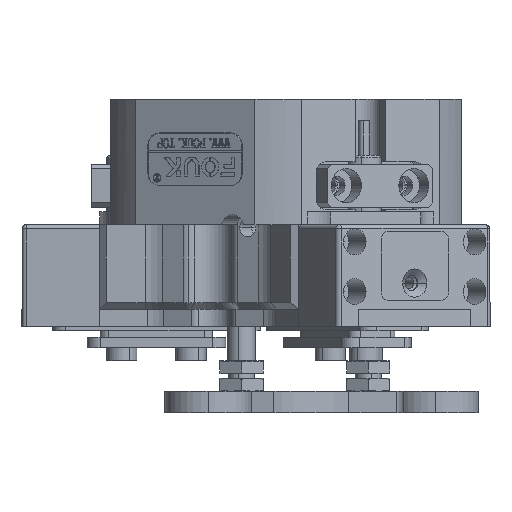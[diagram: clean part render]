
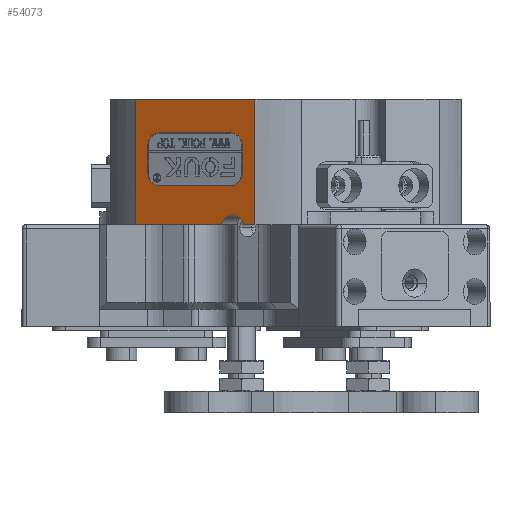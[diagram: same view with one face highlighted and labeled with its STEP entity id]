
A CAD part, front view. The second image highlights one B-rep face of the part: STEP entity #54073.
In plain terms, the highlighted planar face has unit normal (-0.5, -0.866, 0).
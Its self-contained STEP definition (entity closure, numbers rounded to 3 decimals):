
#2018 = LINE ( 'NONE', #23707, #35257 ) ;
#2947 = DIRECTION ( 'NONE',  ( 0., 0., -1. ) ) ;
#2962 = CARTESIAN_POINT ( 'NONE',  ( -46.115, -29.032, 99.728 ) ) ;
#4692 = DIRECTION ( 'NONE',  ( -0.5, -0.866, 0. ) ) ;
#5172 = VERTEX_POINT ( 'NONE', #35609 ) ;
#5227 = CARTESIAN_POINT ( 'NONE',  ( -26.889, -40.132, 108.928 ) ) ;
#5400 = VERTEX_POINT ( 'NONE', #24452 ) ;
#6026 = ORIENTED_EDGE ( 'NONE', *, *, #51406, .F. ) ;
#6357 = DIRECTION ( 'NONE',  ( 0., 0., -1. ) ) ;
#6438 = DIRECTION ( 'NONE',  ( 0., 0., 1. ) ) ;
#6670 = CIRCLE ( 'NONE', #48477, 3. ) ;
#7554 = LINE ( 'NONE', #2962, #17159 ) ;
#7743 = AXIS2_PLACEMENT_3D ( 'NONE', #51137, #26990, #46014 ) ;
#7863 = CIRCLE ( 'NONE', #20472, 3. ) ;
#8587 = FACE_OUTER_BOUND ( 'NONE', #28457, .T. ) ;
#9269 = CARTESIAN_POINT ( 'NONE',  ( -26.889, -40.132, 108.928 ) ) ;
#9727 = EDGE_CURVE ( 'NONE', #21777, #12857, #40036, .T. ) ;
#10063 = LINE ( 'NONE', #42745, #17449 ) ;
#10336 = ORIENTED_EDGE ( 'NONE', *, *, #41742, .F. ) ;
#11532 = EDGE_LOOP ( 'NONE', ( #48068, #48793, #19065, #10336, #12668, #35070, #29648, #6026 ) ) ;
#11995 = LINE ( 'NONE', #9269, #32683 ) ;
#12328 = VERTEX_POINT ( 'NONE', #54691 ) ;
#12421 = EDGE_CURVE ( 'NONE', #48647, #29005, #39733, .T. ) ;
#12592 = EDGE_CURVE ( 'NONE', #36745, #12328, #2018, .T. ) ;
#12668 = ORIENTED_EDGE ( 'NONE', *, *, #60418, .F. ) ;
#12857 = VERTEX_POINT ( 'NONE', #21595 ) ;
#13258 = DIRECTION ( 'NONE',  ( -0.5, -0.866, 0. ) ) ;
#13263 = CARTESIAN_POINT ( 'NONE',  ( -31.667, -37.373, 90.728 ) ) ;
#13376 = PLANE ( 'NONE',  #7743 ) ;
#14881 = VECTOR ( 'NONE', #6357, 1000. ) ;
#15175 = DIRECTION ( 'NONE',  ( -0.5, -0.866, 0. ) ) ;
#15844 = LINE ( 'NONE', #37885, #52031 ) ;
#16686 = FACE_BOUND ( 'NONE', #11532, .T. ) ;
#17159 = VECTOR ( 'NONE', #54756, 1000. ) ;
#17449 = VECTOR ( 'NONE', #47719, 1000. ) ;
#17623 = AXIS2_PLACEMENT_3D ( 'NONE', #33785, #29048, #29243 ) ;
#18104 = EDGE_CURVE ( 'NONE', #5172, #5400, #39138, .T. ) ;
#18456 = VECTOR ( 'NONE', #40064, 1000. ) ;
#19065 = ORIENTED_EDGE ( 'NONE', *, *, #37397, .F. ) ;
#19388 = EDGE_CURVE ( 'NONE', #5400, #36745, #23482, .T. ) ;
#20385 = ORIENTED_EDGE ( 'NONE', *, *, #26964, .T. ) ;
#20472 = AXIS2_PLACEMENT_3D ( 'NONE', #53528, #15175, #52950 ) ;
#21595 = CARTESIAN_POINT ( 'NONE',  ( -29.487, -38.632, 111.928 ) ) ;
#21644 = CARTESIAN_POINT ( 'NONE',  ( -51.63, -25.848, 119.728 ) ) ;
#21777 = VERTEX_POINT ( 'NONE', #5227 ) ;
#22237 = CARTESIAN_POINT ( 'NONE',  ( -46.115, -29.032, 108.928 ) ) ;
#22915 = EDGE_CURVE ( 'NONE', #39179, #40294, #10063, .T. ) ;
#23482 = CIRCLE ( 'NONE', #17623, 3. ) ;
#23707 = CARTESIAN_POINT ( 'NONE',  ( -26.763, -40.205, 90.728 ) ) ;
#23844 = EDGE_CURVE ( 'NONE', #12857, #38323, #15844, .T. ) ;
#23903 = CARTESIAN_POINT ( 'NONE',  ( -26.889, -40.132, 102.728 ) ) ;
#24345 = VERTEX_POINT ( 'NONE', #31224 ) ;
#24452 = CARTESIAN_POINT ( 'NONE',  ( -26.614, -40.291, 90.728 ) ) ;
#26964 = EDGE_CURVE ( 'NONE', #40294, #12328, #48880, .T. ) ;
#26990 = DIRECTION ( 'NONE',  ( 0.5, 0.866, 0. ) ) ;
#27181 = DIRECTION ( 'NONE',  ( 0.866, -0.5, 0. ) ) ;
#27854 = DIRECTION ( 'NONE',  ( 0.866, -0.5, 0. ) ) ;
#27891 = CARTESIAN_POINT ( 'NONE',  ( -29.487, -38.632, 108.928 ) ) ;
#28457 = EDGE_LOOP ( 'NONE', ( #44213, #52644, #31360, #40737, #41655, #20385 ) ) ;
#28458 = DIRECTION ( 'NONE',  ( -0.866, 0.5, 0. ) ) ;
#29005 = VERTEX_POINT ( 'NONE', #38306 ) ;
#29048 = DIRECTION ( 'NONE',  ( -0.5, -0.866, 0. ) ) ;
#29243 = DIRECTION ( 'NONE',  ( 0.866, -0.5, 0. ) ) ;
#29648 = ORIENTED_EDGE ( 'NONE', *, *, #34389, .F. ) ;
#29898 = CARTESIAN_POINT ( 'NONE',  ( -51.63, -25.848, 71.228 ) ) ;
#30566 = LINE ( 'NONE', #40324, #40177 ) ;
#30968 = CARTESIAN_POINT ( 'NONE',  ( -26.763, -40.205, 90.728 ) ) ;
#31049 = VERTEX_POINT ( 'NONE', #60746 ) ;
#31224 = CARTESIAN_POINT ( 'NONE',  ( -29.487, -38.632, 99.728 ) ) ;
#31360 = ORIENTED_EDGE ( 'NONE', *, *, #18104, .F. ) ;
#32650 = DIRECTION ( 'NONE',  ( -0.866, 0.5, 0. ) ) ;
#32683 = VECTOR ( 'NONE', #42500, 1000. ) ;
#33322 = DIRECTION ( 'NONE',  ( -0.866, 0.5, 0. ) ) ;
#33785 = CARTESIAN_POINT ( 'NONE',  ( -29.141, -38.832, 90.028 ) ) ;
#34389 = EDGE_CURVE ( 'NONE', #31049, #48647, #45465, .T. ) ;
#35070 = ORIENTED_EDGE ( 'NONE', *, *, #12421, .F. ) ;
#35257 = VECTOR ( 'NONE', #28458, 1000. ) ;
#35369 = CARTESIAN_POINT ( 'NONE',  ( -48.713, -27.532, 108.928 ) ) ;
#35609 = CARTESIAN_POINT ( 'NONE',  ( -23.972, -41.816, 90.728 ) ) ;
#36745 = VERTEX_POINT ( 'NONE', #13263 ) ;
#37342 = VERTEX_POINT ( 'NONE', #23903 ) ;
#37397 = EDGE_CURVE ( 'NONE', #37342, #21777, #11995, .T. ) ;
#37885 = CARTESIAN_POINT ( 'NONE',  ( -46.115, -29.032, 111.928 ) ) ;
#38306 = CARTESIAN_POINT ( 'NONE',  ( -46.115, -29.032, 99.728 ) ) ;
#38323 = VERTEX_POINT ( 'NONE', #46319 ) ;
#39138 = LINE ( 'NONE', #30968, #18456 ) ;
#39179 = VERTEX_POINT ( 'NONE', #49277 ) ;
#39733 = CIRCLE ( 'NONE', #48561, 3. ) ;
#40036 = CIRCLE ( 'NONE', #46497, 3. ) ;
#40064 = DIRECTION ( 'NONE',  ( -0.866, 0.5, 0. ) ) ;
#40177 = VECTOR ( 'NONE', #6438, 1000. ) ;
#40294 = VERTEX_POINT ( 'NONE', #21644 ) ;
#40324 = CARTESIAN_POINT ( 'NONE',  ( -23.972, -41.816, 71.228 ) ) ;
#40576 = CARTESIAN_POINT ( 'NONE',  ( -48.713, -27.532, 102.728 ) ) ;
#40737 = ORIENTED_EDGE ( 'NONE', *, *, #55535, .T. ) ;
#41655 = ORIENTED_EDGE ( 'NONE', *, *, #22915, .T. ) ;
#41742 = EDGE_CURVE ( 'NONE', #24345, #37342, #7863, .T. ) ;
#42500 = DIRECTION ( 'NONE',  ( 0., 0., 1. ) ) ;
#42745 = CARTESIAN_POINT ( 'NONE',  ( -37.801, -33.832, 119.728 ) ) ;
#44213 = ORIENTED_EDGE ( 'NONE', *, *, #12592, .F. ) ;
#45367 = DIRECTION ( 'NONE',  ( -0.5, -0.866, 0. ) ) ;
#45465 = LINE ( 'NONE', #35369, #55017 ) ;
#46014 = DIRECTION ( 'NONE',  ( -0.866, 0.5, 0. ) ) ;
#46319 = CARTESIAN_POINT ( 'NONE',  ( -46.115, -29.032, 111.928 ) ) ;
#46497 = AXIS2_PLACEMENT_3D ( 'NONE', #27891, #13258, #32650 ) ;
#47719 = DIRECTION ( 'NONE',  ( -0.866, 0.5, 0. ) ) ;
#48068 = ORIENTED_EDGE ( 'NONE', *, *, #23844, .F. ) ;
#48477 = AXIS2_PLACEMENT_3D ( 'NONE', #22237, #45367, #27181 ) ;
#48561 = AXIS2_PLACEMENT_3D ( 'NONE', #51581, #4692, #27854 ) ;
#48647 = VERTEX_POINT ( 'NONE', #40576 ) ;
#48793 = ORIENTED_EDGE ( 'NONE', *, *, #9727, .F. ) ;
#48880 = LINE ( 'NONE', #29898, #14881 ) ;
#49277 = CARTESIAN_POINT ( 'NONE',  ( -23.972, -41.816, 119.728 ) ) ;
#51137 = CARTESIAN_POINT ( 'NONE',  ( -15.196, -46.883, 140.728 ) ) ;
#51406 = EDGE_CURVE ( 'NONE', #38323, #31049, #6670, .T. ) ;
#51581 = CARTESIAN_POINT ( 'NONE',  ( -46.115, -29.032, 102.728 ) ) ;
#52031 = VECTOR ( 'NONE', #33322, 1000. ) ;
#52644 = ORIENTED_EDGE ( 'NONE', *, *, #19388, .F. ) ;
#52950 = DIRECTION ( 'NONE',  ( 0.866, -0.5, 0. ) ) ;
#53528 = CARTESIAN_POINT ( 'NONE',  ( -29.487, -38.632, 102.728 ) ) ;
#54073 = ADVANCED_FACE ( 'NONE', ( #16686, #8587 ), #13376, .F. ) ;
#54691 = CARTESIAN_POINT ( 'NONE',  ( -51.63, -25.848, 90.728 ) ) ;
#54756 = DIRECTION ( 'NONE',  ( 0.866, -0.5, 0. ) ) ;
#55017 = VECTOR ( 'NONE', #2947, 1000. ) ;
#55535 = EDGE_CURVE ( 'NONE', #5172, #39179, #30566, .T. ) ;
#60418 = EDGE_CURVE ( 'NONE', #29005, #24345, #7554, .T. ) ;
#60746 = CARTESIAN_POINT ( 'NONE',  ( -48.713, -27.532, 108.928 ) ) ;
